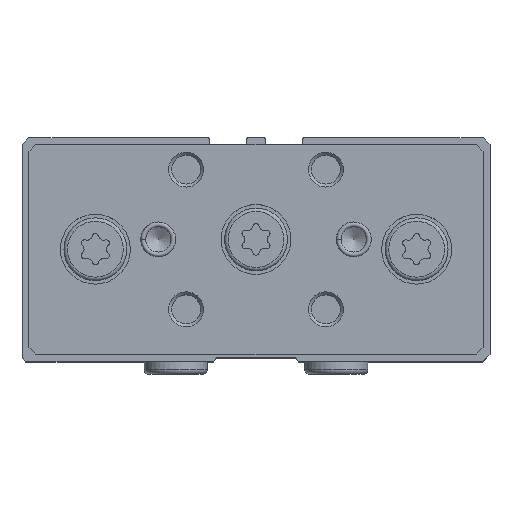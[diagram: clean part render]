
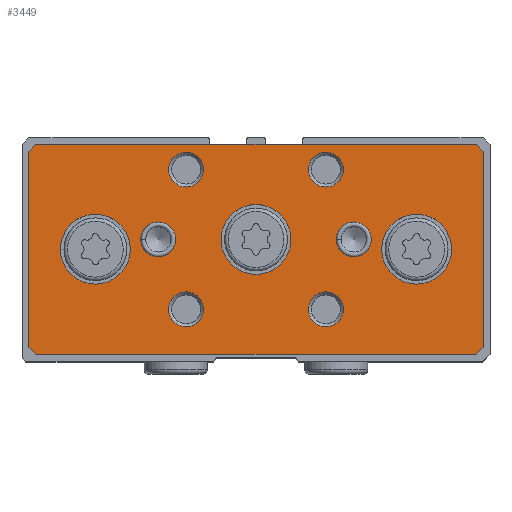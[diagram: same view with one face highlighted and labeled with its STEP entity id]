
A CAD part, top view. The second image highlights one B-rep face of the part: STEP entity #3449.
In plain terms, the highlighted face is planar.
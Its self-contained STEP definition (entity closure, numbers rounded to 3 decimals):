
#332=LINE('',#5797,#526);
#336=LINE('',#5806,#530);
#339=LINE('',#5812,#533);
#342=LINE('',#5818,#536);
#345=LINE('',#5824,#539);
#348=LINE('',#5830,#542);
#351=LINE('',#5836,#545);
#354=LINE('',#5842,#548);
#526=VECTOR('',#4689,1000.);
#530=VECTOR('',#4695,1000.);
#533=VECTOR('',#4700,1000.);
#536=VECTOR('',#4705,1000.);
#539=VECTOR('',#4710,1000.);
#542=VECTOR('',#4715,1000.);
#545=VECTOR('',#4720,1000.);
#548=VECTOR('',#4725,1000.);
#1095=ORIENTED_EDGE('',*,*,#1776,.F.);
#1096=ORIENTED_EDGE('',*,*,#1777,.F.);
#1097=ORIENTED_EDGE('',*,*,#1778,.F.);
#1098=ORIENTED_EDGE('',*,*,#1779,.F.);
#1099=ORIENTED_EDGE('',*,*,#1780,.F.);
#1100=ORIENTED_EDGE('',*,*,#1781,.F.);
#1101=ORIENTED_EDGE('',*,*,#1782,.F.);
#1102=ORIENTED_EDGE('',*,*,#1783,.F.);
#1103=ORIENTED_EDGE('',*,*,#1784,.F.);
#1104=ORIENTED_EDGE('',*,*,#1742,.T.);
#1105=ORIENTED_EDGE('',*,*,#1746,.T.);
#1106=ORIENTED_EDGE('',*,*,#1749,.T.);
#1107=ORIENTED_EDGE('',*,*,#1752,.T.);
#1108=ORIENTED_EDGE('',*,*,#1755,.T.);
#1109=ORIENTED_EDGE('',*,*,#1758,.T.);
#1110=ORIENTED_EDGE('',*,*,#1761,.T.);
#1111=ORIENTED_EDGE('',*,*,#1764,.T.);
#1742=EDGE_CURVE('',#2148,#2149,#332,.T.);
#1746=EDGE_CURVE('',#2149,#2152,#336,.T.);
#1749=EDGE_CURVE('',#2152,#2154,#339,.T.);
#1752=EDGE_CURVE('',#2154,#2156,#342,.T.);
#1755=EDGE_CURVE('',#2156,#2158,#345,.T.);
#1758=EDGE_CURVE('',#2158,#2160,#348,.T.);
#1761=EDGE_CURVE('',#2160,#2162,#351,.T.);
#1764=EDGE_CURVE('',#2162,#2148,#354,.T.);
#1776=EDGE_CURVE('',#2174,#2174,#2430,.T.);
#1777=EDGE_CURVE('',#2175,#2175,#2431,.T.);
#1778=EDGE_CURVE('',#2176,#2176,#2432,.T.);
#1779=EDGE_CURVE('',#2177,#2177,#2433,.T.);
#1780=EDGE_CURVE('',#2178,#2178,#2434,.T.);
#1781=EDGE_CURVE('',#2179,#2179,#2435,.T.);
#1782=EDGE_CURVE('',#2180,#2180,#2436,.T.);
#1783=EDGE_CURVE('',#2181,#2181,#2437,.T.);
#1784=EDGE_CURVE('',#2182,#2182,#2438,.T.);
#2148=VERTEX_POINT('',#5798);
#2149=VERTEX_POINT('',#5799);
#2152=VERTEX_POINT('',#5807);
#2154=VERTEX_POINT('',#5813);
#2156=VERTEX_POINT('',#5819);
#2158=VERTEX_POINT('',#5825);
#2160=VERTEX_POINT('',#5831);
#2162=VERTEX_POINT('',#5837);
#2174=VERTEX_POINT('',#5867);
#2175=VERTEX_POINT('',#5869);
#2176=VERTEX_POINT('',#5871);
#2177=VERTEX_POINT('',#5873);
#2178=VERTEX_POINT('',#5875);
#2179=VERTEX_POINT('',#5877);
#2180=VERTEX_POINT('',#5879);
#2181=VERTEX_POINT('',#5881);
#2182=VERTEX_POINT('',#5883);
#2430=CIRCLE('',#3884,5.);
#2431=CIRCLE('',#3885,5.);
#2432=CIRCLE('',#3886,5.);
#2433=CIRCLE('',#3887,2.5);
#2434=CIRCLE('',#3888,2.5);
#2435=CIRCLE('',#3889,2.5);
#2436=CIRCLE('',#3890,2.5);
#2437=CIRCLE('',#3891,2.5);
#2438=CIRCLE('',#3892,2.5);
#2717=EDGE_LOOP('',(#1095));
#2718=EDGE_LOOP('',(#1096));
#2719=EDGE_LOOP('',(#1097));
#2720=EDGE_LOOP('',(#1098));
#2721=EDGE_LOOP('',(#1099));
#2722=EDGE_LOOP('',(#1100));
#2723=EDGE_LOOP('',(#1101));
#2724=EDGE_LOOP('',(#1102));
#2725=EDGE_LOOP('',(#1103));
#2726=EDGE_LOOP('',(#1104,#1105,#1106,#1107,#1108,#1109,#1110,#1111));
#3076=FACE_BOUND('',#2717,.T.);
#3077=FACE_BOUND('',#2718,.T.);
#3078=FACE_BOUND('',#2719,.T.);
#3079=FACE_BOUND('',#2720,.T.);
#3080=FACE_BOUND('',#2721,.T.);
#3081=FACE_BOUND('',#2722,.T.);
#3082=FACE_BOUND('',#2723,.T.);
#3083=FACE_BOUND('',#2724,.T.);
#3084=FACE_BOUND('',#2725,.T.);
#3085=FACE_BOUND('',#2726,.T.);
#3301=PLANE('',#3883);
#3449=ADVANCED_FACE('',(#3076,#3077,#3078,#3079,#3080,#3081,#3082,#3083,
#3084,#3085),#3301,.T.);
#3883=AXIS2_PLACEMENT_3D('',#5865,#4747,#4748);
#3884=AXIS2_PLACEMENT_3D('',#5866,#4749,#4750);
#3885=AXIS2_PLACEMENT_3D('',#5868,#4751,#4752);
#3886=AXIS2_PLACEMENT_3D('',#5870,#4753,#4754);
#3887=AXIS2_PLACEMENT_3D('',#5872,#4755,#4756);
#3888=AXIS2_PLACEMENT_3D('',#5874,#4757,#4758);
#3889=AXIS2_PLACEMENT_3D('',#5876,#4759,#4760);
#3890=AXIS2_PLACEMENT_3D('',#5878,#4761,#4762);
#3891=AXIS2_PLACEMENT_3D('',#5880,#4763,#4764);
#3892=AXIS2_PLACEMENT_3D('',#5882,#4765,#4766);
#4689=DIRECTION('',(0.,-1.,0.));
#4695=DIRECTION('',(0.,-0.707,-0.707));
#4700=DIRECTION('',(0.,0.,-1.));
#4705=DIRECTION('',(0.,0.707,-0.707));
#4710=DIRECTION('',(0.,1.,0.));
#4715=DIRECTION('',(0.,0.707,0.707));
#4720=DIRECTION('',(0.,0.,1.));
#4725=DIRECTION('',(0.,-0.707,0.707));
#4747=DIRECTION('',(1.,0.,0.));
#4748=DIRECTION('',(0.,0.,-1.));
#4749=DIRECTION('',(1.,0.,0.));
#4750=DIRECTION('',(0.,0.,-1.));
#4751=DIRECTION('',(1.,0.,0.));
#4752=DIRECTION('',(0.,0.,-1.));
#4753=DIRECTION('',(1.,0.,0.));
#4754=DIRECTION('',(0.,0.,-1.));
#4755=DIRECTION('',(1.,0.,0.));
#4756=DIRECTION('',(0.,0.,-1.));
#4757=DIRECTION('',(1.,0.,0.));
#4758=DIRECTION('',(0.,0.,-1.));
#4759=DIRECTION('',(1.,0.,0.));
#4760=DIRECTION('',(0.,0.,-1.));
#4761=DIRECTION('',(1.,0.,0.));
#4762=DIRECTION('',(0.,0.,-1.));
#4763=DIRECTION('',(1.,0.,0.));
#4764=DIRECTION('',(0.,0.,-1.));
#4765=DIRECTION('',(1.,0.,0.));
#4766=DIRECTION('',(0.,0.,-1.));
#5797=CARTESIAN_POINT('',(12.,12.6,32.5));
#5798=CARTESIAN_POINT('',(12.,12.6,32.5));
#5799=CARTESIAN_POINT('',(12.,-15.4,32.5));
#5806=CARTESIAN_POINT('',(12.,-15.4,32.5));
#5807=CARTESIAN_POINT('',(12.,-16.4,31.5));
#5812=CARTESIAN_POINT('',(12.,-16.4,31.5));
#5813=CARTESIAN_POINT('',(12.,-16.4,-31.5));
#5818=CARTESIAN_POINT('',(12.,-16.4,-31.5));
#5819=CARTESIAN_POINT('',(12.,-15.4,-32.5));
#5824=CARTESIAN_POINT('',(12.,-15.4,-32.5));
#5825=CARTESIAN_POINT('',(12.,12.6,-32.5));
#5830=CARTESIAN_POINT('',(12.,12.6,-32.5));
#5831=CARTESIAN_POINT('',(12.,13.6,-31.5));
#5836=CARTESIAN_POINT('',(12.,13.6,-31.5));
#5837=CARTESIAN_POINT('',(12.,13.6,31.5));
#5842=CARTESIAN_POINT('',(12.,13.6,31.5));
#5865=CARTESIAN_POINT('',(12.,0.,0.));
#5866=CARTESIAN_POINT('',(12.,-1.4,23.));
#5867=CARTESIAN_POINT('',(12.,-1.4,18.));
#5868=CARTESIAN_POINT('',(12.,-1.4,-23.));
#5869=CARTESIAN_POINT('',(12.,-1.4,-28.));
#5870=CARTESIAN_POINT('',(12.,0.,0.));
#5871=CARTESIAN_POINT('',(12.,0.,-5.));
#5872=CARTESIAN_POINT('',(12.,0.,14.));
#5873=CARTESIAN_POINT('',(12.,0.,11.5));
#5874=CARTESIAN_POINT('',(12.,0.,-14.));
#5875=CARTESIAN_POINT('',(12.,0.,-16.5));
#5876=CARTESIAN_POINT('',(12.,-10.,10.));
#5877=CARTESIAN_POINT('',(12.,-10.,7.5));
#5878=CARTESIAN_POINT('',(12.,-10.,-10.));
#5879=CARTESIAN_POINT('',(12.,-10.,-12.5));
#5880=CARTESIAN_POINT('',(12.,10.,10.));
#5881=CARTESIAN_POINT('',(12.,10.,7.5));
#5882=CARTESIAN_POINT('',(12.,10.,-10.));
#5883=CARTESIAN_POINT('',(12.,10.,-12.5));
